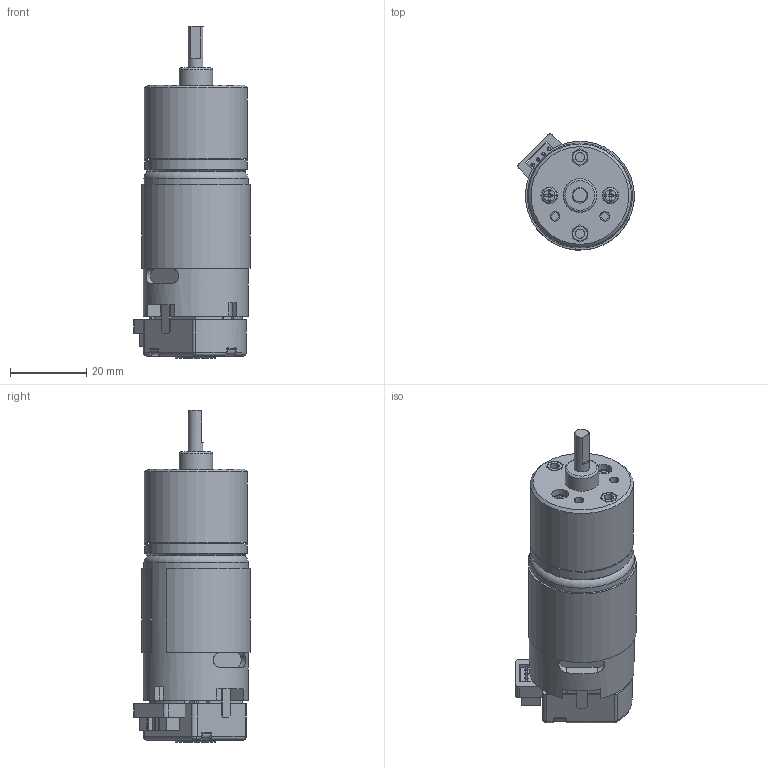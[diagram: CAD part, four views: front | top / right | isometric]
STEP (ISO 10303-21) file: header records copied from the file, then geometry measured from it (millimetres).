
FILE_DESCRIPTION(/* description */ (''),/* implementation_level */ '2;1');
FILE_NAME(/* name */ 'HV 155_62,5_2S',/* time_stamp */ '2017-11-24T14:37:00+01:00',/* author */ (''),/* organization */ (''),/* preprocessor_version */ 'ST-DEVELOPER v11',/* originating_system */ 'UGS - NX 5.0',/* authorisation */ '');
FILE_SCHEMA (('AUTOMOTIVE_DESIGN { 1 0 10303 214 1 1 1 1 }'));
Length unit declared in the file: millimetre
Products named in the file (1): LuigB040x1av
Bounding box: 30.44 x 30.44 x 86.98 mm (x, y, z)
Volume: 32811.5 mm3; surface area: 21585.9 mm2
Topology: 21 solids, 21 shells, 651 faces, 1554 edges, 1006 vertices
Faces by surface type: plane 454, cylinder 158, cone 29, torus 6, sphere 4
Full cylindrical faces by diameter (mm): 0.6 x6, 0.9 x4, 1.34 x1, 1.6 x2, 2 x2, 2.1 x2, 2.3 x2, 2.305 x1, 2.4 x2, 2.5 x4, 3.25 x2, 3.3 x1, 3.5 x1, 3.6 x1, 3.8 x4, 4 x4, 4.4 x2, 5.5 x2, 6 x2, 7.5 x1, 8.8 x1, 10 x3, 24.5 x1, 24.98 x1, 26.8 x1, 27 x1, 27.5 x1
Entity records: 18681 total; most frequent: CARTESIAN_POINT 3450, DIRECTION 3177, ORIENTED_EDGE 2898, EDGE_CURVE 1449, AXIS2_PLACEMENT_3D 1125, VERTEX_POINT 982, LINE 927, VECTOR 927
